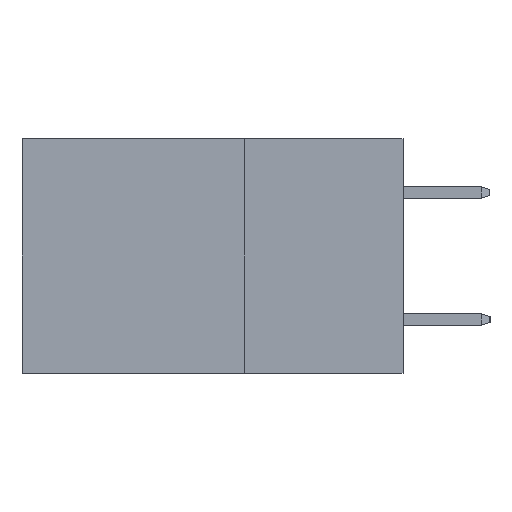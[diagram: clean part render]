
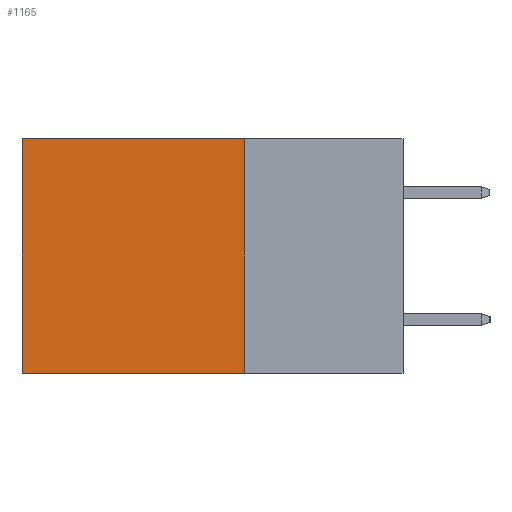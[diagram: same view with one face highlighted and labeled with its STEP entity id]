
A CAD part, left-side view. The second image highlights one B-rep face of the part: STEP entity #1165.
In plain terms, the highlighted planar face has unit normal (-1, 0, 0).
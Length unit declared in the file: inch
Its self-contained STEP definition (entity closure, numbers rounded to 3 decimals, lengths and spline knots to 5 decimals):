
#210 = VECTOR ( 'NONE', #7923, 39.37008 ) ;
#630 = FACE_OUTER_BOUND ( 'NONE', #4671, .T. ) ;
#927 = CARTESIAN_POINT ( 'NONE',  ( 0.2875, 0.6, 0. ) ) ;
#1165 = ADVANCED_FACE ( 'NONE', ( #630 ), #8732, .F. ) ;
#1368 = CARTESIAN_POINT ( 'NONE',  ( 0.2875, 0.6, 0. ) ) ;
#1392 = ORIENTED_EDGE ( 'NONE', *, *, #6955, .T. ) ;
#1702 = DIRECTION ( 'NONE',  ( 0., 0., -1. ) ) ;
#1728 = CARTESIAN_POINT ( 'NONE',  ( 0.2875, 0.25, -0.37 ) ) ;
#2711 = LINE ( 'NONE', #7198, #210 ) ;
#3197 = VERTEX_POINT ( 'NONE', #1368 ) ;
#3782 = CARTESIAN_POINT ( 'NONE',  ( 0.2875, 0.25, 0. ) ) ;
#3900 = ORIENTED_EDGE ( 'NONE', *, *, #7411, .T. ) ;
#4297 = AXIS2_PLACEMENT_3D ( 'NONE', #5039, #6597, #8011 ) ;
#4432 = LINE ( 'NONE', #1728, #7082 ) ;
#4541 = VERTEX_POINT ( 'NONE', #6509 ) ;
#4639 = LINE ( 'NONE', #927, #7506 ) ;
#4671 = EDGE_LOOP ( 'NONE', ( #3900, #5167, #8369, #1392 ) ) ;
#4865 = DIRECTION ( 'NONE',  ( 0., 1., 0. ) ) ;
#5039 = CARTESIAN_POINT ( 'NONE',  ( 0.2875, 0.25, 0. ) ) ;
#5167 = ORIENTED_EDGE ( 'NONE', *, *, #8806, .F. ) ;
#6407 = VERTEX_POINT ( 'NONE', #6626 ) ;
#6509 = CARTESIAN_POINT ( 'NONE',  ( 0.2875, 0.6, -0.37 ) ) ;
#6597 = DIRECTION ( 'NONE',  ( 1., 0., 0. ) ) ;
#6626 = CARTESIAN_POINT ( 'NONE',  ( 0.2875, 0.25, 0. ) ) ;
#6955 = EDGE_CURVE ( 'NONE', #6407, #3197, #9631, .T. ) ;
#7082 = VECTOR ( 'NONE', #4865, 39.37008 ) ;
#7198 = CARTESIAN_POINT ( 'NONE',  ( 0.2875, 0.25, 0. ) ) ;
#7398 = CARTESIAN_POINT ( 'NONE',  ( 0.2875, 0.25, -0.37 ) ) ;
#7411 = EDGE_CURVE ( 'NONE', #3197, #4541, #4639, .T. ) ;
#7506 = VECTOR ( 'NONE', #1702, 39.37008 ) ;
#7615 = VERTEX_POINT ( 'NONE', #7398 ) ;
#7923 = DIRECTION ( 'NONE',  ( 0., 0., -1. ) ) ;
#8011 = DIRECTION ( 'NONE',  ( 0., 0., -1. ) ) ;
#8262 = DIRECTION ( 'NONE',  ( 0., 1., 0. ) ) ;
#8369 = ORIENTED_EDGE ( 'NONE', *, *, #9002, .F. ) ;
#8732 = PLANE ( 'NONE',  #4297 ) ;
#8806 = EDGE_CURVE ( 'NONE', #7615, #4541, #4432, .T. ) ;
#9002 = EDGE_CURVE ( 'NONE', #6407, #7615, #2711, .T. ) ;
#9059 = VECTOR ( 'NONE', #8262, 39.37008 ) ;
#9631 = LINE ( 'NONE', #3782, #9059 ) ;
